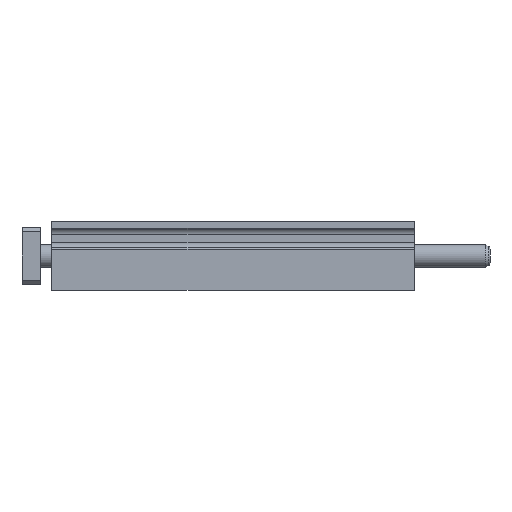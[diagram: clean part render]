
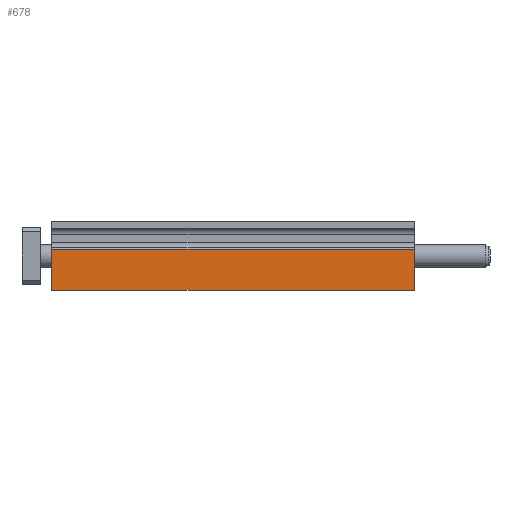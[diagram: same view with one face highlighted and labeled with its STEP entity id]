
A CAD part, front view. The second image highlights one B-rep face of the part: STEP entity #678.
In plain terms, the highlighted planar face has unit normal (0, -1, 0).
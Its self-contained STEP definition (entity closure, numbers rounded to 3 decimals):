
#210 = EDGE_CURVE ( 'NONE', #666, #3412, #5699, .T. ) ;
#480 = VECTOR ( 'NONE', #677, 1000. ) ;
#666 = VERTEX_POINT ( 'NONE', #3467 ) ;
#677 = DIRECTION ( 'NONE',  ( 0., 0., -1. ) ) ;
#678 = ADVANCED_FACE ( 'NONE', ( #4202 ), #1022, .F. ) ;
#809 = ORIENTED_EDGE ( 'NONE', *, *, #210, .F. ) ;
#1022 = PLANE ( 'NONE',  #5854 ) ;
#1149 = LINE ( 'NONE', #7576, #8194 ) ;
#1485 = LINE ( 'NONE', #7964, #480 ) ;
#2138 = EDGE_CURVE ( 'NONE', #8626, #3412, #1149, .T. ) ;
#2524 = VECTOR ( 'NONE', #7391, 1000. ) ;
#3091 = VECTOR ( 'NONE', #9178, 1000. ) ;
#3218 = EDGE_CURVE ( 'NONE', #4290, #8626, #6466, .T. ) ;
#3412 = VERTEX_POINT ( 'NONE', #10145 ) ;
#3467 = CARTESIAN_POINT ( 'NONE',  ( 158., -34., -15. ) ) ;
#4117 = CARTESIAN_POINT ( 'NONE',  ( 0., -34., 3. ) ) ;
#4202 = FACE_OUTER_BOUND ( 'NONE', #7365, .T. ) ;
#4290 = VERTEX_POINT ( 'NONE', #9350 ) ;
#4332 = ORIENTED_EDGE ( 'NONE', *, *, #3218, .T. ) ;
#4372 = DIRECTION ( 'NONE',  ( 0., 1., 0. ) ) ;
#5132 = DIRECTION ( 'NONE',  ( 0., 0., -1. ) ) ;
#5699 = LINE ( 'NONE', #8834, #2524 ) ;
#5854 = AXIS2_PLACEMENT_3D ( 'NONE', #9877, #4372, #6019 ) ;
#6019 = DIRECTION ( 'NONE',  ( 1., 0., 0. ) ) ;
#6466 = LINE ( 'NONE', #8205, #3091 ) ;
#6661 = ORIENTED_EDGE ( 'NONE', *, *, #9676, .F. ) ;
#6821 = ORIENTED_EDGE ( 'NONE', *, *, #2138, .T. ) ;
#7365 = EDGE_LOOP ( 'NONE', ( #6821, #809, #6661, #4332 ) ) ;
#7391 = DIRECTION ( 'NONE',  ( -1., 0., 0. ) ) ;
#7576 = CARTESIAN_POINT ( 'NONE',  ( 0., -34., 3. ) ) ;
#7964 = CARTESIAN_POINT ( 'NONE',  ( 158., -34., 3. ) ) ;
#8194 = VECTOR ( 'NONE', #5132, 1000. ) ;
#8205 = CARTESIAN_POINT ( 'NONE',  ( 158., -34., 3. ) ) ;
#8626 = VERTEX_POINT ( 'NONE', #4117 ) ;
#8834 = CARTESIAN_POINT ( 'NONE',  ( 158., -34., -15. ) ) ;
#9178 = DIRECTION ( 'NONE',  ( -1., 0., 0. ) ) ;
#9350 = CARTESIAN_POINT ( 'NONE',  ( 158., -34., 3. ) ) ;
#9676 = EDGE_CURVE ( 'NONE', #4290, #666, #1485, .T. ) ;
#9877 = CARTESIAN_POINT ( 'NONE',  ( 158., -34., 3. ) ) ;
#10145 = CARTESIAN_POINT ( 'NONE',  ( 0., -34., -15. ) ) ;
